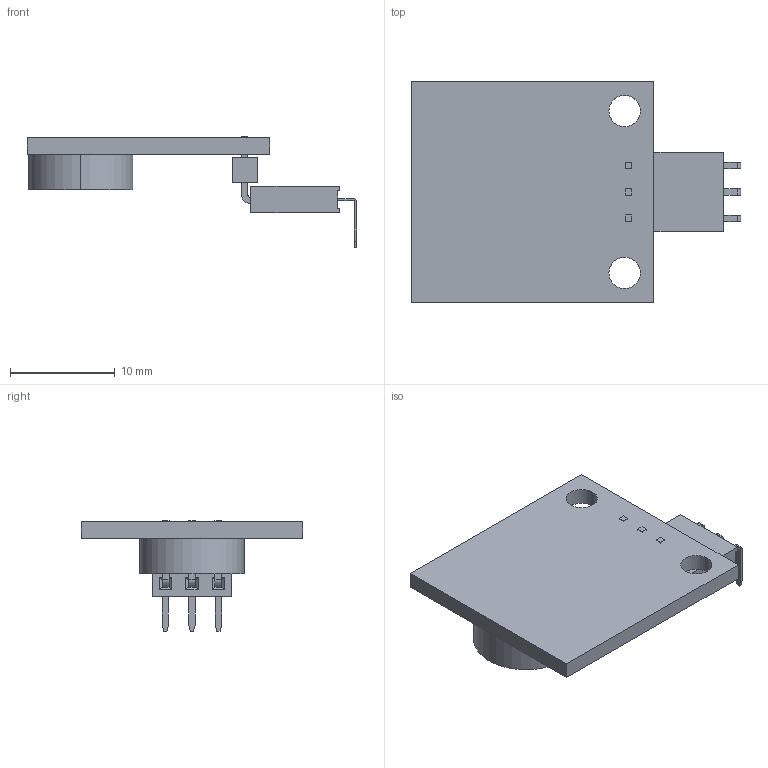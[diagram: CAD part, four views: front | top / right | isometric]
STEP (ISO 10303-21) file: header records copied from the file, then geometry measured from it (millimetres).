
FILE_DESCRIPTION(('FreeCAD Model'),'2;1');
FILE_NAME('Open CASCADE Shape Model','2025-07-30T16:19:39',( 'kicad StepUp'),('ksu MCAD'),'Open CASCADE STEP processor 7.7', 'FreeCAD','Unknown');
FILE_SCHEMA(('AUTOMOTIVE_DESIGN { 1 0 10303 214 1 1 1 1 }'));
Length unit declared in the file: millimetre
Products named in the file (1): PinSocket_1x03_P2.54mm_Horizontal_sp
Bounding box: 31.5 x 21.2 x 10.6 mm (x, y, z)
Volume: 1240.7 mm3; surface area: 1910.7 mm2
Topology: 9 solids, 9 shells, 311 faces, 822 edges, 544 vertices
Faces by surface type: plane 212, extrusion 81, cylinder 18
Entity records: 12200 total; most frequent: CARTESIAN_POINT 2485, ORIENTED_EDGE 1644, DIRECTION 1239, EDGE_CURVE 822, VECTOR 705, LINE 624, VERTEX_POINT 544, FACE_BOUND 336
